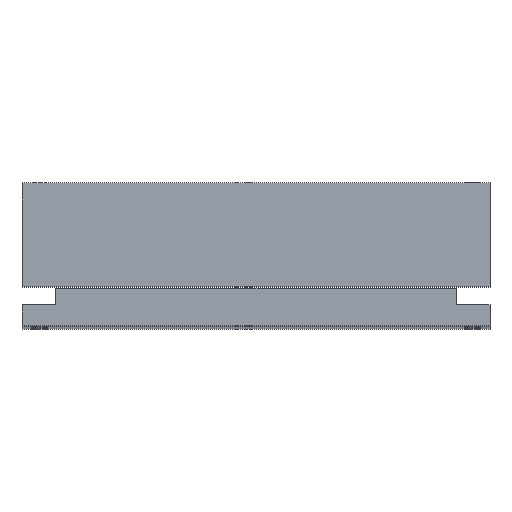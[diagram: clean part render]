
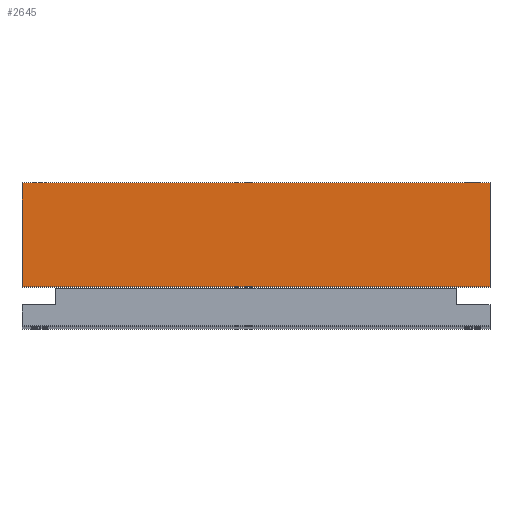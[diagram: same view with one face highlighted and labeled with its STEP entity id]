
A CAD part, top view. The second image highlights one B-rep face of the part: STEP entity #2645.
In plain terms, the highlighted planar face has unit normal (0, 0, 1).
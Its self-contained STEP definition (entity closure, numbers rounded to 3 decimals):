
#163 = EDGE_CURVE ( 'NONE', #4179, #4252, #592, .T. ) ;
#246 = EDGE_LOOP ( 'NONE', ( #3848, #5716, #1990, #1780 ) ) ;
#534 = DIRECTION ( 'NONE',  ( 0., 0., -1. ) ) ;
#546 = LINE ( 'NONE', #5230, #5173 ) ;
#592 = LINE ( 'NONE', #3812, #4225 ) ;
#595 = DIRECTION ( 'NONE',  ( -1., 0., 0. ) ) ;
#608 = DIRECTION ( 'NONE',  ( 0., -1., 0. ) ) ;
#979 = CARTESIAN_POINT ( 'NONE',  ( 0., 30., 105. ) ) ;
#1149 = EDGE_CURVE ( 'NONE', #5108, #5508, #5092, .T. ) ;
#1382 = CARTESIAN_POINT ( 'NONE',  ( 135., 0., 105. ) ) ;
#1780 = ORIENTED_EDGE ( 'NONE', *, *, #1149, .T. ) ;
#1990 = ORIENTED_EDGE ( 'NONE', *, *, #3392, .T. ) ;
#2347 = AXIS2_PLACEMENT_3D ( 'NONE', #2777, #534, #595 ) ;
#2616 = CARTESIAN_POINT ( 'NONE',  ( 135., 30., 105. ) ) ;
#2645 = ADVANCED_FACE ( 'NONE', ( #5060 ), #3717, .F. ) ;
#2736 = CARTESIAN_POINT ( 'NONE',  ( 135., 0., 105. ) ) ;
#2777 = CARTESIAN_POINT ( 'NONE',  ( 0., 0., 105. ) ) ;
#2798 = DIRECTION ( 'NONE',  ( -1., 0., 0. ) ) ;
#3392 = EDGE_CURVE ( 'NONE', #4252, #5108, #4135, .T. ) ;
#3717 = PLANE ( 'NONE',  #2347 ) ;
#3793 = VECTOR ( 'NONE', #5003, 1000. ) ;
#3812 = CARTESIAN_POINT ( 'NONE',  ( 0., 0., 105. ) ) ;
#3848 = ORIENTED_EDGE ( 'NONE', *, *, #5600, .T. ) ;
#4135 = LINE ( 'NONE', #2736, #3793 ) ;
#4179 = VERTEX_POINT ( 'NONE', #5568 ) ;
#4225 = VECTOR ( 'NONE', #4589, 1000. ) ;
#4252 = VERTEX_POINT ( 'NONE', #1382 ) ;
#4530 = CARTESIAN_POINT ( 'NONE',  ( 0., 30., 105. ) ) ;
#4589 = DIRECTION ( 'NONE',  ( 1., 0., 0. ) ) ;
#5003 = DIRECTION ( 'NONE',  ( 0., 1., 0. ) ) ;
#5060 = FACE_OUTER_BOUND ( 'NONE', #246, .T. ) ;
#5092 = LINE ( 'NONE', #979, #5852 ) ;
#5108 = VERTEX_POINT ( 'NONE', #2616 ) ;
#5173 = VECTOR ( 'NONE', #608, 1000. ) ;
#5230 = CARTESIAN_POINT ( 'NONE',  ( 0., 0., 105. ) ) ;
#5508 = VERTEX_POINT ( 'NONE', #4530 ) ;
#5568 = CARTESIAN_POINT ( 'NONE',  ( 0., 0., 105. ) ) ;
#5600 = EDGE_CURVE ( 'NONE', #5508, #4179, #546, .T. ) ;
#5716 = ORIENTED_EDGE ( 'NONE', *, *, #163, .T. ) ;
#5852 = VECTOR ( 'NONE', #2798, 1000. ) ;
